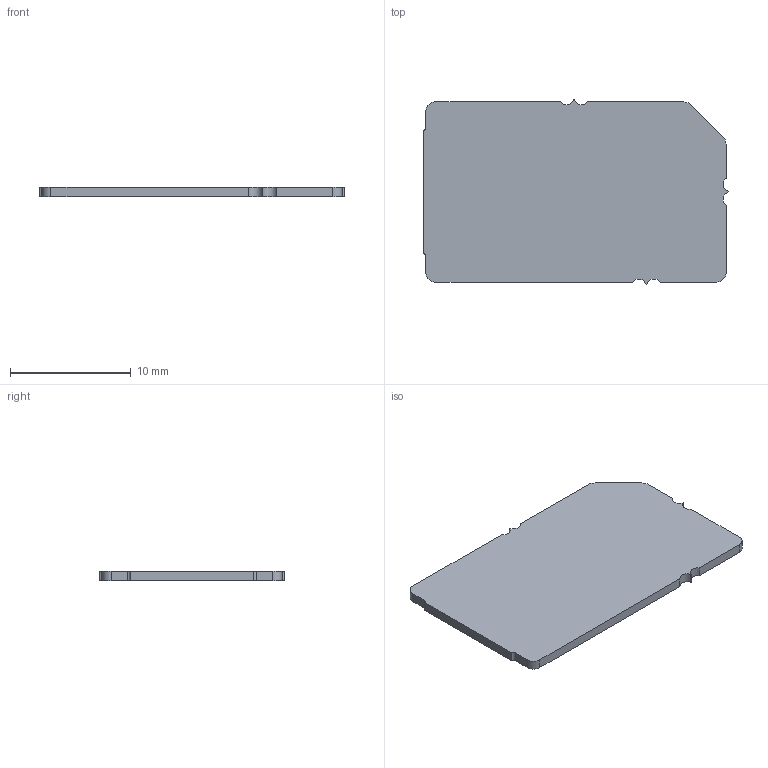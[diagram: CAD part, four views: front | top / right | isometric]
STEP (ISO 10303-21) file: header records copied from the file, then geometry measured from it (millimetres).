
FILE_DESCRIPTION (( 'STEP AP203' ), '1' );
FILE_NAME ('SIM-Card.STEP', '2014-08-03T12:15:13', ( 'Teufel.Design' ), ( 'Microsoft' ), 'SwSTEP 2.0', 'SolidWorks 2013', '' );
FILE_SCHEMA (( 'CONFIG_CONTROL_DESIGN' ));
Length unit declared in the file: millimetre
Products named in the file (1): SIM-Card
Bounding box: 25.31 x 15.36 x 0.8 mm (x, y, z)
Volume: 287.2 mm3; surface area: 805.5 mm2
Topology: 1 solids, 1 shells, 125 faces, 338 edges, 216 vertices
Faces by surface type: plane 77, cylinder 44, torus 4
Entity records: 3981 total; most frequent: DIRECTION 686, CARTESIAN_POINT 680, ORIENTED_EDGE 676, EDGE_CURVE 338, LINE 242, VECTOR 242, AXIS2_PLACEMENT_3D 222, VERTEX_POINT 216
